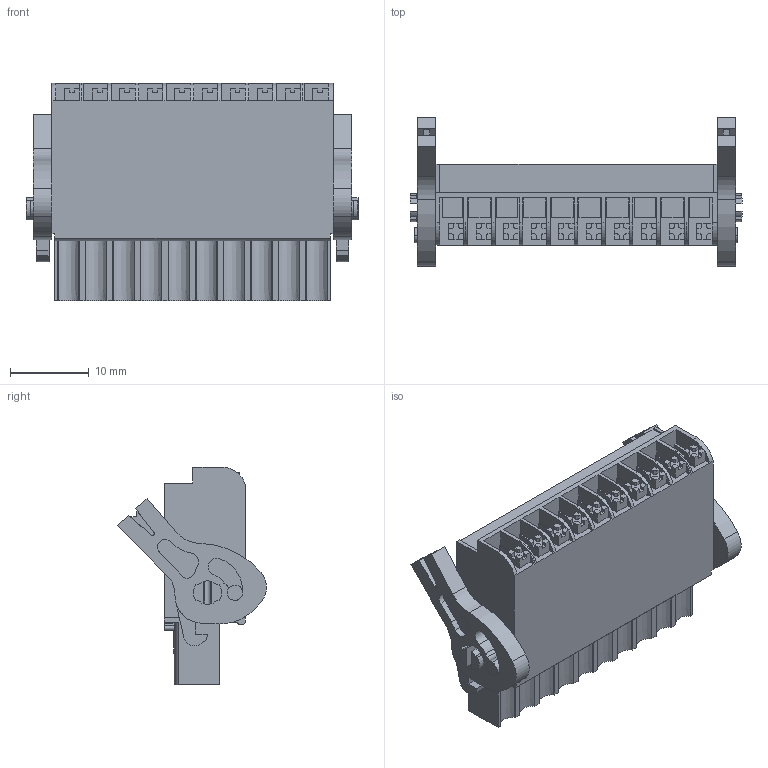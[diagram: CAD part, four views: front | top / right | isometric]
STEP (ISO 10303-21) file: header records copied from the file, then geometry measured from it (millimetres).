
FILE_DESCRIPTION(('CATIA V5R24 STEP','CAx-IF Rec.Pracs.--- Model Styling and Organization---1.2---2011-12-15'),'2;1');
FILE_NAME ('D1452691_0_1531180000_1531180000.stp','2017-10-04T08:26:27+00:00',('none'),('Weidmueller'),'CATIA Version 5-6 Release 2014 SP4 HF52','CATIA V5 STEP AP214','none');
FILE_SCHEMA(('AUTOMOTIVE_DESIGN { 1 0 10303 214 1 1 1 1 }'));
Length unit declared in the file: millimetre
Products named in the file (1): 1531180000
Bounding box: 42.15 x 18.89 x 27.6 mm (x, y, z)
Volume: 8428.1 mm3; surface area: 5109.6 mm2
Topology: 13 solids, 13 shells, 798 faces, 2291 edges, 1539 vertices
Faces by surface type: plane 524, cylinder 232, extrusion 42
Entity records: 26129 total; most frequent: CARTESIAN_POINT 5669, ORIENTED_EDGE 4582, DIRECTION 3262, EDGE_CURVE 2291, VECTOR 1727, LINE 1685, VERTEX_POINT 1539, AXIS2_PLACEMENT_3D 998
